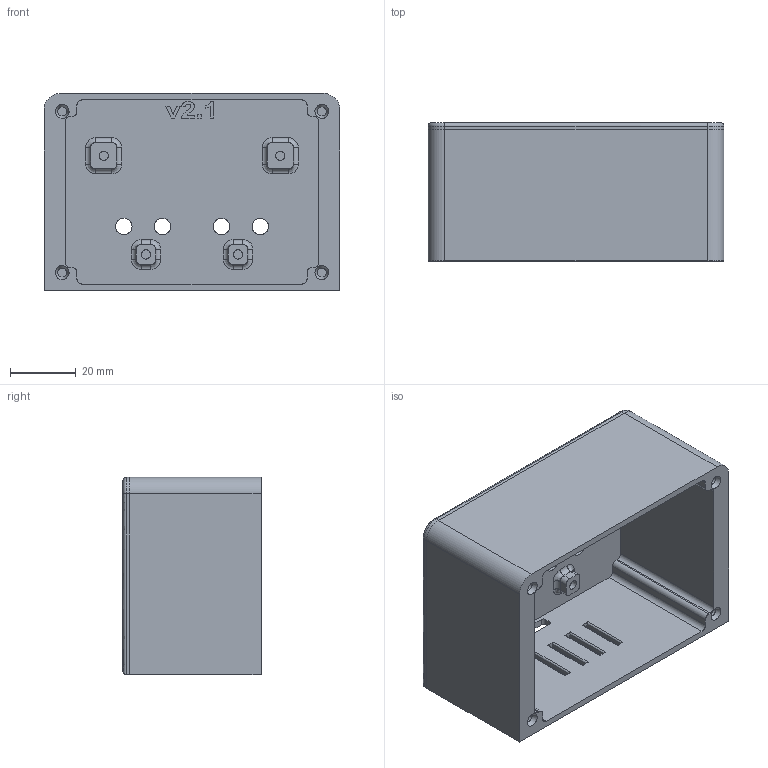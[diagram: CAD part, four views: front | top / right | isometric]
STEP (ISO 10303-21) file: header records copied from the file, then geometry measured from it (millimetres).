
FILE_DESCRIPTION( ('This file contains a STEP AP42 implementation' ,'as created by ZW3D STEP Interface translator.') ,'2;1' );
FILE_NAME( 'body-back_buttons_v2_1.stp' ,'191126.191050', (''), ('ZWCAD Software Co.'), 'Version 1.0', 'ZW3D to STEP translator', '' );
FILE_SCHEMA(('AUTOMOTIVE_DESIGN'));
Length unit declared in the file: millimetre
Products named in the file (2): 0; body-back_buttons
Bounding box: 90 x 42 x 60 mm (x, y, z)
Volume: 56310.2 mm3; surface area: 38318.8 mm2
Topology: 2 solids, 2 shells, 365 faces, 982 edges, 646 vertices
Faces by surface type: bspline 365
Entity records: 16169 total; most frequent: CARTESIAN_POINT 9833, ORIENTED_EDGE 1964, EDGE_CURVE 982, B_SPLINE_CURVE_WITH_KNOTS 896, VERTEX_POINT 646, EDGE_LOOP 418, FACE_OUTER_BOUND 365, ADVANCED_FACE 365
